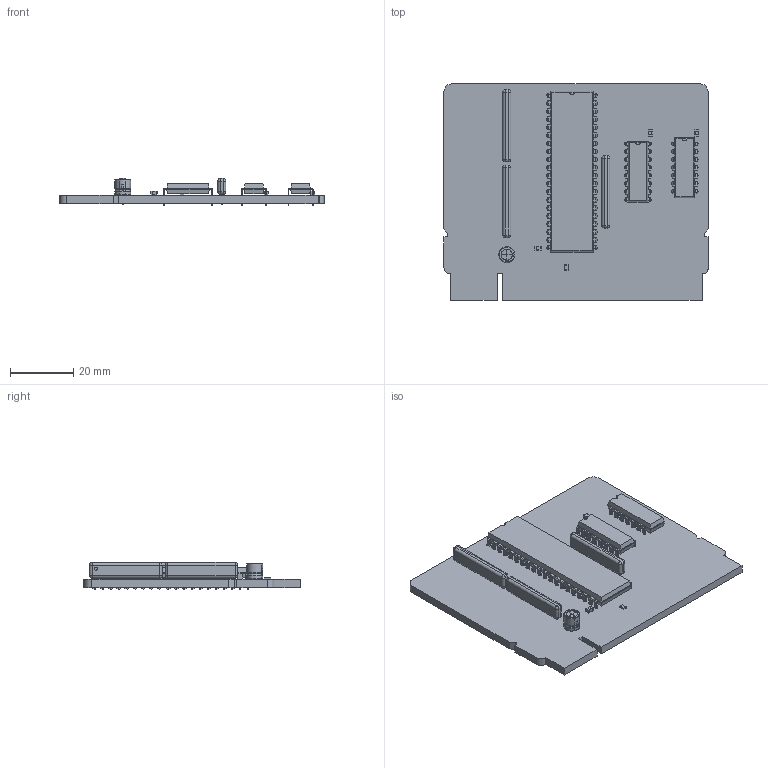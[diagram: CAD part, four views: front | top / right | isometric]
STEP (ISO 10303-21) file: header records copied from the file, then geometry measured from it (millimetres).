
FILE_DESCRIPTION(('KiCad electronic assembly'),'2;1');
FILE_NAME('Bank_IRQ.step','2024-07-24T22:19:52',('Pcbnew'),('Kicad'), 'Open CASCADE STEP processor 7.6','KiCad to STEP converter','Unknown' );
FILE_SCHEMA(('AUTOMOTIVE_DESIGN { 1 0 10303 214 1 1 1 1 }'));
Length unit declared in the file: millimetre
Products named in the file (16): Bank_IRQ 1; R_0805_2012Metric; R_Array_SIP9; C_0805_2012Metric; DIP-40_W15.24mm; DIP-16_W7.62mm; DIP-14_W7.62mm; CP_Radial_D5.0mm_P2.50mm; CP_Radial_D50mm_P250mm; Bank_IRQ_PCB
Assembly tree (19 placements, depth 3):
  Bank_IRQ 1
    R_0805_2012Metric
      R_0805_2012Metric
    R_Array_SIP9  x3
      R_Array_SIP9
    C_0805_2012Metric  x3
      C_0805_2012Metric
    DIP-40_W15.24mm
      DIP-40_W15.24mm
    DIP-16_W7.62mm
      DIP-16_W7.62mm
    DIP-14_W7.62mm
      DIP-14_W7.62mm
    CP_Radial_D5.0mm_P2.50mm
      CP_Radial_D50mm_P250mm
    Bank_IRQ_PCB
Bounding box: 83.31 x 68.2 x 8.6 mm (x, y, z)
Volume: 18469.4 mm3; surface area: 17378.1 mm2
Topology: 12 solids, 13 shells, 1864 faces, 4962 edges, 3159 vertices
Faces by surface type: plane 1377, cylinder 344, bspline 112, sphere 24, revolution 5, torus 2
Full cylindrical faces by diameter (mm): 0.5 x2, 0.8 x99, 1 x3
Entity records: 60751 total; most frequent: CARTESIAN_POINT 10516, ORIENTED_EDGE 8496, DIRECTION 7744, EDGE_CURVE 4248, LINE 3551, VECTOR 3551, VERTEX_POINT 2715, AXIS2_PLACEMENT_3D 2094
